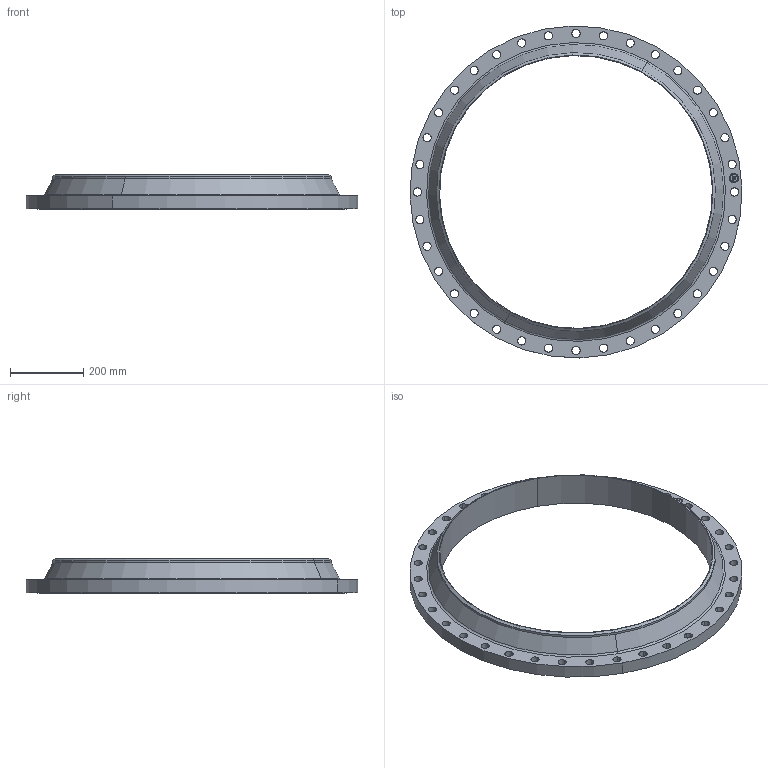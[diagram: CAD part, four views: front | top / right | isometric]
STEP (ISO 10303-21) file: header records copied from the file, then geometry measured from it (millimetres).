
FILE_DESCRIPTION(('3D STEP'),'2;1');
FILE_NAME('30-175-RF-WN-30-BCIS-FLANGE.stp','2013-09-15T13:27:45+00:00',('Texas Flange'),(''),'CATIA Version 5 Release 20 SP 6 (IN-10)','CATIA V5 STEP AP214','800-826-3801');
FILE_SCHEMA(('AUTOMOTIVE_DESIGN { 1 0 10303 214 1 1 1 1 }'));
Length unit declared in the file: inch
Products named in the file (1): 30-175-RF-WN-30-BCIS-FLANGE
Bounding box: 907.8 x 907.8 x 93.79 mm (x, y, z)
Volume: 9465857.8 mm3; surface area: 891139.6 mm2
Topology: 1 solids, 1 shells, 475 faces, 1428 edges, 938 vertices
Faces by surface type: plane 369, cylinder 100, cone 4, torus 2
Entity records: 18066 total; most frequent: ORIENTED_EDGE 2856, CARTESIAN_POINT 2765, DIRECTION 2224, EDGE_CURVE 1428, VECTOR 1148, LINE 1148, VERTEX_POINT 938, AXIS2_PLACEMENT_3D 679
